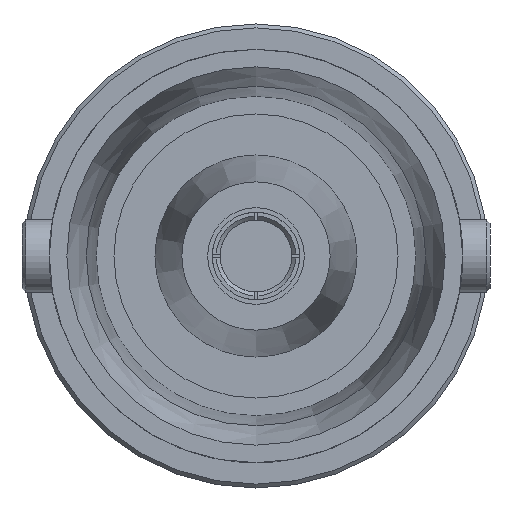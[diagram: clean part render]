
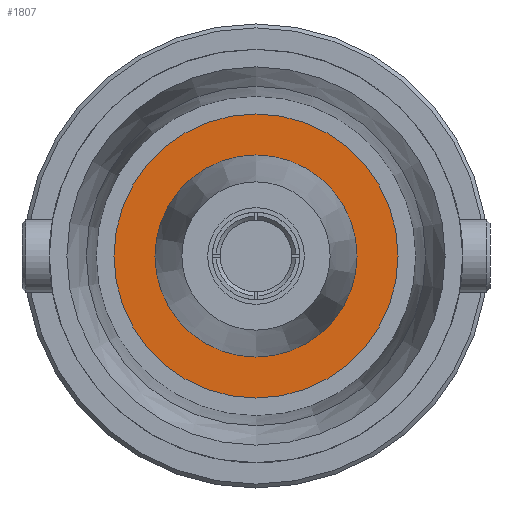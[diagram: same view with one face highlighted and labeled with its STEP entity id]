
A CAD part, left-side view. The second image highlights one B-rep face of the part: STEP entity #1807.
In plain terms, the highlighted planar face has unit normal (-1, 0, 0).
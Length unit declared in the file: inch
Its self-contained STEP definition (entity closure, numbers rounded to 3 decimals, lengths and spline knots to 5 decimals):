
#695 = ORIENTED_EDGE ( 'NONE', *, *, #4561, .F. ) ;
#753 = DIRECTION ( 'NONE',  ( -1., 0., 0. ) ) ;
#1158 = CARTESIAN_POINT ( 'NONE',  ( 0.35371, 0., 0. ) ) ;
#1702 = CARTESIAN_POINT ( 'NONE',  ( 0.35371, 0., 0. ) ) ;
#1775 = CIRCLE ( 'NONE', #10166, 0.18209 ) ;
#1807 = ADVANCED_FACE ( 'NONE', ( #6170, #2661 ), #4078, .F. ) ;
#1933 = CIRCLE ( 'NONE', #10925, 0.12954 ) ;
#2661 = FACE_OUTER_BOUND ( 'NONE', #3338, .T. ) ;
#2902 = AXIS2_PLACEMENT_3D ( 'NONE', #10521, #10437, #2977 ) ;
#2977 = DIRECTION ( 'NONE',  ( 0., 0., -1. ) ) ;
#3024 = DIRECTION ( 'NONE',  ( 0., 0., 1. ) ) ;
#3338 = EDGE_LOOP ( 'NONE', ( #10330 ) ) ;
#4008 = DIRECTION ( 'NONE',  ( -1., 0., 0. ) ) ;
#4078 = PLANE ( 'NONE',  #2902 ) ;
#4378 = CARTESIAN_POINT ( 'NONE',  ( 0.35371, 0., 0.12954 ) ) ;
#4395 = VERTEX_POINT ( 'NONE', #4378 ) ;
#4561 = EDGE_CURVE ( 'NONE', #4395, #4395, #1933, .T. ) ;
#5643 = EDGE_CURVE ( 'NONE', #9026, #9026, #1775, .T. ) ;
#6077 = CARTESIAN_POINT ( 'NONE',  ( 0.35371, 0., 0.18209 ) ) ;
#6170 = FACE_BOUND ( 'NONE', #11724, .T. ) ;
#9026 = VERTEX_POINT ( 'NONE', #6077 ) ;
#10166 = AXIS2_PLACEMENT_3D ( 'NONE', #1702, #753, #11770 ) ;
#10330 = ORIENTED_EDGE ( 'NONE', *, *, #5643, .T. ) ;
#10437 = DIRECTION ( 'NONE',  ( 1., 0., 0. ) ) ;
#10521 = CARTESIAN_POINT ( 'NONE',  ( 0.35371, 0.18209, 0. ) ) ;
#10925 = AXIS2_PLACEMENT_3D ( 'NONE', #1158, #4008, #3024 ) ;
#11724 = EDGE_LOOP ( 'NONE', ( #695 ) ) ;
#11770 = DIRECTION ( 'NONE',  ( 0., 0., 1. ) ) ;
